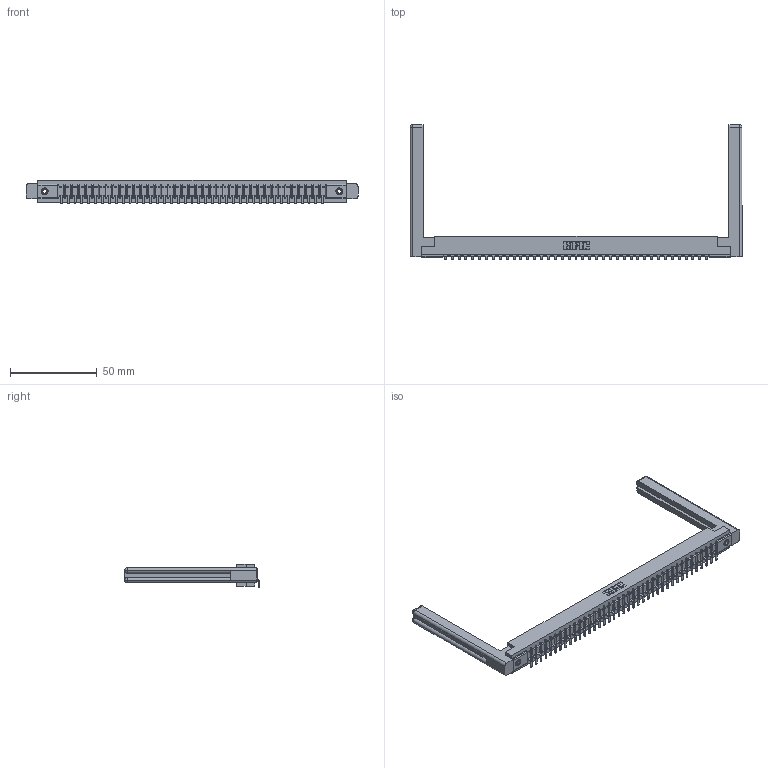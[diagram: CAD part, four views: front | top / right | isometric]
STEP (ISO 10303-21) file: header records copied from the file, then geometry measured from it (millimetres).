
FILE_DESCRIPTION (( 'STEP AP203' ), '1' );
FILE_NAME ('307-039-453-158.STEP', '2020-09-29T08:39:01', ( '' ), ( '' ), 'SwSTEP 2.0', 'SolidWorks 2020', '' );
FILE_SCHEMA (( 'CONFIG_CONTROL_DESIGN' ));
Length unit declared in the file: inch
Products named in the file (5): 307 Part_.156 Dia Mounting Holes; 307-290-002_553; 345-250-001_345-250-001-102; 307-039-453-158; 307-220-058
Assembly tree (44 placements, depth 2):
  307-039-453-158
    307 Part_.156 Dia Mounting Holes
    307-290-002_553  x39
    307-220-058  x2
    345-250-001_345-250-001-102  x2
Bounding box: 191.16 x 77.64 x 13.5 mm (x, y, z)
Volume: 27554.3 mm3; surface area: 30452.5 mm2
Topology: 44 solids, 44 shells, 3342 faces, 10193 edges, 6674 vertices
Faces by surface type: plane 1987, cylinder 1251, sphere 80, torus 12, cone 12
Entity records: 37291 total; most frequent: CARTESIAN_POINT 6299, ORIENTED_EDGE 6228, DIRECTION 6082, EDGE_CURVE 3114, VECTOR 2380, LINE 2380, VERTEX_POINT 2014, AXIS2_PLACEMENT_3D 1851
